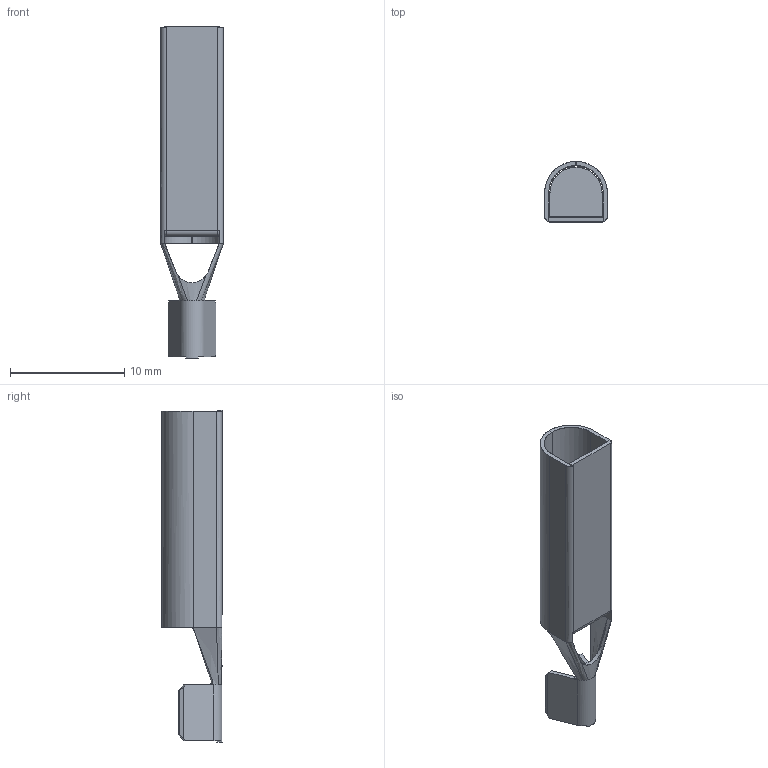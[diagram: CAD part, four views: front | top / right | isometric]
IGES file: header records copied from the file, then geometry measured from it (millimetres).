
Start section: SolidWorks IGES file using analytic representation for surfaces
Global section: file name: 09413.IGS; native system: SolidWorks 2014; preprocessor: SolidWorks 2014; author: sjohnson; date: 150205.094359; units: inch
Bounding box: 5.49 x 5.31 x 29.08 mm (x, y, z)
Surface area: 863.5 mm2 (no closed solid volume)
Topology: 0 solids, 0 shells, 152 faces, 1056 edges, 1056 vertices
Faces by surface type: bspline 114, revolution 38
